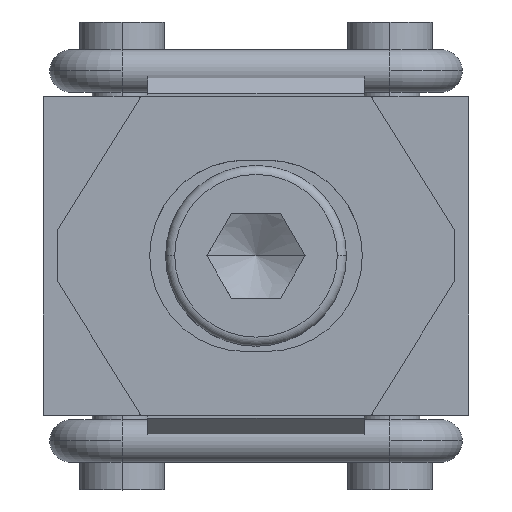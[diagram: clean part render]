
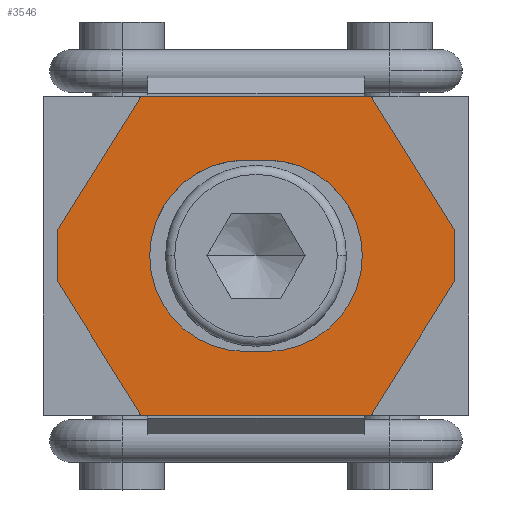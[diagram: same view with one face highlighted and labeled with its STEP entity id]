
A CAD part, top view. The second image highlights one B-rep face of the part: STEP entity #3546.
In plain terms, the highlighted planar face has unit normal (0, 0, 1).
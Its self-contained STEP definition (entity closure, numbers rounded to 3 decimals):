
#1610=EDGE_CURVE('',#3904,#3930,#4674,.T.);
#1768=VERTEX_POINT('',#4847);
#1828=EDGE_CURVE('',#1768,#3778,#4912,.T.);
#1866=VERTEX_POINT('',#4952);
#2306=VERTEX_POINT('',#5431);
#2422=VERTEX_POINT('',#5560);
#2466=EDGE_CURVE('',#2306,#1866,#5610,.T.);
#2682=EDGE_CURVE('',#3206,#3020,#5856,.T.);
#2806=EDGE_CURVE('',#2422,#1768,#5992,.T.);
#2846=EDGE_CURVE('',#4338,#2422,#6034,.T.);
#2894=EDGE_CURVE('',#3930,#3876,#6086,.T.);
#3020=VERTEX_POINT('',#6224);
#3206=VERTEX_POINT('',#6425);
#3278=VERTEX_POINT('',#6501);
#3546=ADVANCED_FACE('',(#6802,#6803),#6804,.T.);
#3704=EDGE_CURVE('',#3278,#4278,#6980,.T.);
#3778=VERTEX_POINT('',#7066);
#3858=EDGE_CURVE('',#3778,#3278,#7157,.T.);
#3876=VERTEX_POINT('',#7177);
#3904=VERTEX_POINT('',#7207);
#3930=VERTEX_POINT('',#7237);
#3956=VERTEX_POINT('',#7264);
#3968=EDGE_CURVE('',#1866,#3904,#7279,.T.);
#3972=EDGE_CURVE('',#3020,#4338,#7284,.T.);
#4154=EDGE_CURVE('',#3876,#3956,#7484,.T.);
#4204=EDGE_CURVE('',#3956,#2306,#7540,.T.);
#4278=VERTEX_POINT('',#7622);
#4338=VERTEX_POINT('',#7692);
#4432=EDGE_CURVE('',#4278,#3206,#7795,.T.);
#4674=LINE('',#8068,#8069);
#4847=CARTESIAN_POINT('',(-5.399,7.5,12.2));
#4912=LINE('',#8385,#8386);
#4952=CARTESIAN_POINT('',(5.,0.,12.2));
#5431=CARTESIAN_POINT('',(0.5,4.5,12.2));
#5560=CARTESIAN_POINT('',(5.399,7.5,12.2));
#5610=CIRCLE('',#9311,4.5);
#5856=LINE('',#9628,#9629);
#5992=LINE('',#9809,#9810);
#6034=LINE('',#9870,#9871);
#6086=CIRCLE('',#9942,4.5);
#6224=CARTESIAN_POINT('',(9.35,-1.178,12.2));
#6425=CARTESIAN_POINT('',(5.399,-7.5,12.2));
#6501=CARTESIAN_POINT('',(-9.35,-1.178,12.2));
#6802=FACE_BOUND('',#10887,.T.);
#6803=FACE_OUTER_BOUND('',#10888,.T.);
#6804=PLANE('',#10889);
#6980=LINE('',#11129,#11130);
#7066=CARTESIAN_POINT('',(-9.35,1.178,12.2));
#7157=LINE('',#11359,#11360);
#7177=CARTESIAN_POINT('',(-5.,0.0,12.2));
#7207=CARTESIAN_POINT('',(0.5,-4.5,12.2));
#7237=CARTESIAN_POINT('',(-0.5,-4.5,12.2));
#7264=CARTESIAN_POINT('',(-0.5,4.5,12.2));
#7279=CIRCLE('',#11526,4.5);
#7284=LINE('',#11532,#11533);
#7484=CIRCLE('',#11809,4.5);
#7540=LINE('',#11884,#11885);
#7622=CARTESIAN_POINT('',(-5.399,-7.5,12.2));
#7692=CARTESIAN_POINT('',(9.35,1.178,12.2));
#7795=LINE('',#12226,#12227);
#8068=CARTESIAN_POINT('',(-0.5,-4.5,12.2));
#8069=VECTOR('',#12512,1000.0);
#8385=CARTESIAN_POINT('',(-5.399,7.5,12.2));
#8386=VECTOR('',#12813,1000.0);
#9311=AXIS2_PLACEMENT_3D('',#13691,#13692,#13693);
#9628=CARTESIAN_POINT('',(5.399,-7.5,12.2));
#9629=VECTOR('',#14040,1000.0);
#9809=CARTESIAN_POINT('',(0.,7.5,12.2));
#9810=VECTOR('',#14195,1000.0);
#9870=CARTESIAN_POINT('',(9.35,1.178,12.2));
#9871=VECTOR('',#14231,1000.0);
#9942=AXIS2_PLACEMENT_3D('',#14295,#14296,#14297);
#10887=EDGE_LOOP('',(#15189,#15190,#15191,#15192,#15193,#15194));
#10888=EDGE_LOOP('',(#15195,#15196,#15197,#15198,#15199,#15200,#15201,#15202));
#10889=AXIS2_PLACEMENT_3D('',#15203,#15204,#15205);
#11129=CARTESIAN_POINT('',(-9.35,-1.178,12.2));
#11130=VECTOR('',#15449,1000.0);
#11359=CARTESIAN_POINT('',(-9.35,0.,12.2));
#11360=VECTOR('',#15713,1000.0);
#11526=AXIS2_PLACEMENT_3D('',#15874,#15875,#15876);
#11532=CARTESIAN_POINT('',(9.35,0.,12.2));
#11533=VECTOR('',#15885,1000.0);
#11809=AXIS2_PLACEMENT_3D('',#16136,#16137,#16138);
#11884=CARTESIAN_POINT('',(0.5,4.5,12.2));
#11885=VECTOR('',#16221,1000.0);
#12226=CARTESIAN_POINT('',(0.,-7.5,12.2));
#12227=VECTOR('',#16552,1000.0);
#12512=DIRECTION('',(-1.0,0.0,0.0));
#12813=DIRECTION('',(-0.53,-0.848,0.0));
#13691=CARTESIAN_POINT('',(0.5,0.0,12.2));
#13692=DIRECTION('',(0.0,0.0,-1.0));
#13693=DIRECTION('',(-1.0,0.0,0.0));
#14040=DIRECTION('',(0.53,0.848,0.0));
#14195=DIRECTION('',(-1.0,0.0,0.0));
#14231=DIRECTION('',(-0.53,0.848,0.0));
#14295=CARTESIAN_POINT('',(-0.5,0.0,12.2));
#14296=DIRECTION('',(0.0,0.0,-1.0));
#14297=DIRECTION('',(-1.0,0.0,0.0));
#15189=ORIENTED_EDGE('',*,*,#4204,.T.);
#15190=ORIENTED_EDGE('',*,*,#2466,.T.);
#15191=ORIENTED_EDGE('',*,*,#3968,.T.);
#15192=ORIENTED_EDGE('',*,*,#1610,.T.);
#15193=ORIENTED_EDGE('',*,*,#2894,.T.);
#15194=ORIENTED_EDGE('',*,*,#4154,.T.);
#15195=ORIENTED_EDGE('',*,*,#2682,.T.);
#15196=ORIENTED_EDGE('',*,*,#3972,.T.);
#15197=ORIENTED_EDGE('',*,*,#2846,.T.);
#15198=ORIENTED_EDGE('',*,*,#2806,.T.);
#15199=ORIENTED_EDGE('',*,*,#1828,.T.);
#15200=ORIENTED_EDGE('',*,*,#3858,.T.);
#15201=ORIENTED_EDGE('',*,*,#3704,.T.);
#15202=ORIENTED_EDGE('',*,*,#4432,.T.);
#15203=CARTESIAN_POINT('',(0.,0.,12.2));
#15204=DIRECTION('',(0.0,0.0,1.0));
#15205=DIRECTION('',(1.0,0.0,0.0));
#15449=DIRECTION('',(0.53,-0.848,0.0));
#15713=DIRECTION('',(0.0,-1.0,0.0));
#15874=CARTESIAN_POINT('',(0.5,0.0,12.2));
#15875=DIRECTION('',(0.0,0.0,-1.0));
#15876=DIRECTION('',(-1.0,0.0,0.0));
#15885=DIRECTION('',(0.0,1.0,0.0));
#16136=CARTESIAN_POINT('',(-0.5,0.0,12.2));
#16137=DIRECTION('',(0.0,0.0,-1.0));
#16138=DIRECTION('',(-1.0,0.0,0.0));
#16221=DIRECTION('',(1.0,0.0,0.0));
#16552=DIRECTION('',(1.0,0.0,0.0));
